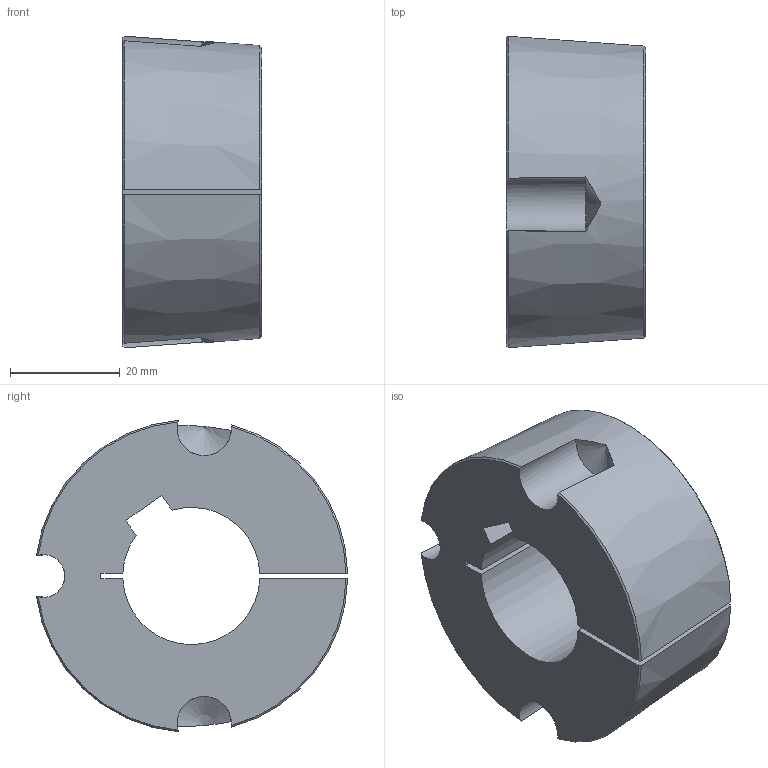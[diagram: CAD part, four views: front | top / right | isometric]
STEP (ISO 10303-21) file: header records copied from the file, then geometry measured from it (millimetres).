
FILE_DESCRIPTION(/* description */ ('STEP AP214'),/* implementation_level */ '2;1');
FILE_NAME(/* name */ 'Bushing_36.step',/* time_stamp */ '2024-11-15T09:14:54+11:00',/* author */ (''),/* organization */ (''),/* preprocessor_version */ 'ST-DEVELOPER v20',/* originating_system */ 'Autodesk Translation Framework v13.20.0.188',/* authorisation */ '');
FILE_SCHEMA (('AUTOMOTIVE_DESIGN { 1 0 10303 214 3 1 1 }'));
Length unit declared in the file: millimetre
Products named in the file (1): Bushing_36
Bounding box: 25.4 x 56.76 x 56.8 mm (x, y, z)
Volume: 45236.3 mm3; surface area: 11419.7 mm2
Topology: 1 solids, 1 shells, 26 faces, 78 edges, 52 vertices
Faces by surface type: cone 10, plane 10, cylinder 6
Entity records: 969 total; most frequent: CARTESIAN_POINT 242, ORIENTED_EDGE 152, DIRECTION 144, EDGE_CURVE 76, AXIS2_PLACEMENT_3D 56, VERTEX_POINT 52, LINE 32, VECTOR 32
